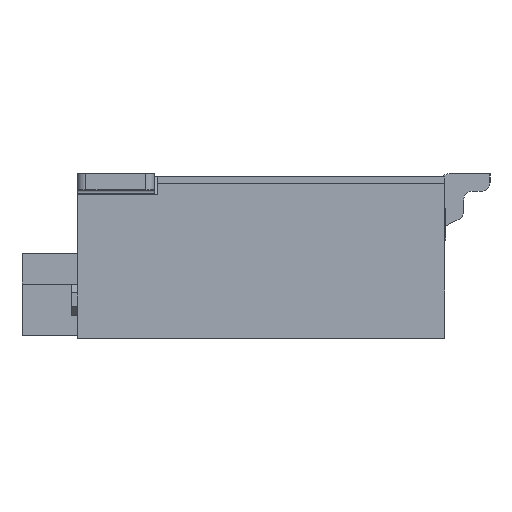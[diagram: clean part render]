
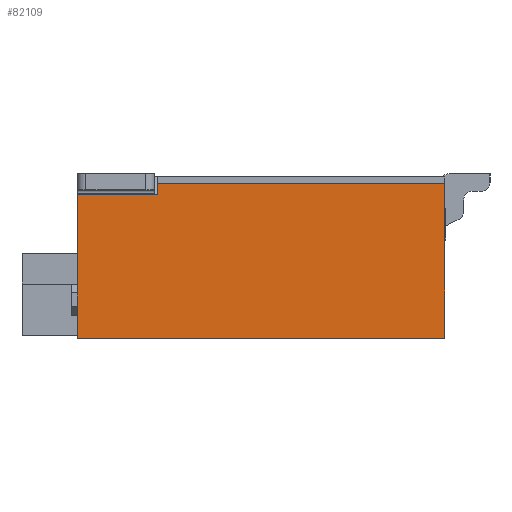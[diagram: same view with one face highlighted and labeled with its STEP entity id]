
A CAD part, left-side view. The second image highlights one B-rep face of the part: STEP entity #82109.
In plain terms, the highlighted planar face has unit normal (-1, 0, 0).
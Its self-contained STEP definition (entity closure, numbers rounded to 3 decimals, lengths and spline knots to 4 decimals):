
#1=DIRECTION('',(0.,-1.,0.));
#2=VECTOR('',#1,4.45);
#3=CARTESIAN_POINT('',(-16.225,1.6,1.145));
#4=LINE('',#3,#2);
#13=DIRECTION('',(0.,0.,-1.));
#14=VECTOR('',#13,0.17);
#15=CARTESIAN_POINT('',(-16.225,1.6,1.145));
#16=LINE('',#15,#14);
#193=DIRECTION('',(0.,1.,0.));
#194=VECTOR('',#193,5.7);
#195=CARTESIAN_POINT('',(-16.225,-2.85,-1.255));
#196=LINE('',#195,#194);
#385=DIRECTION('',(0.,0.,-1.));
#386=VECTOR('',#385,2.4);
#387=CARTESIAN_POINT('',(-16.225,-2.85,1.145));
#388=LINE('',#387,#386);
#13093=DIRECTION('',(0.,-1.,0.));
#13094=VECTOR('',#13093,1.25);
#13095=CARTESIAN_POINT('',(-16.225,2.85,0.975));
#13096=LINE('',#13095,#13094);
#13119=DIRECTION('',(0.,0.,1.));
#13120=VECTOR('',#13119,2.23);
#13121=CARTESIAN_POINT('',(-16.225,2.85,-1.255));
#13122=LINE('',#13121,#13120);
#64487=CARTESIAN_POINT('',(-16.225,1.6,1.145));
#64488=CARTESIAN_POINT('',(-16.225,-2.85,1.145));
#64489=VERTEX_POINT('',#64487);
#64490=VERTEX_POINT('',#64488);
#64491=CARTESIAN_POINT('',(-16.225,1.6,0.975));
#64492=VERTEX_POINT('',#64491);
#64493=CARTESIAN_POINT('',(-16.225,2.85,0.975));
#64494=VERTEX_POINT('',#64493);
#64495=CARTESIAN_POINT('',(-16.225,2.85,-1.255));
#64496=VERTEX_POINT('',#64495);
#64497=CARTESIAN_POINT('',(-16.225,-2.85,-1.255));
#64498=VERTEX_POINT('',#64497);
#82090=CARTESIAN_POINT('',(-16.225,0.,-0.055));
#82091=DIRECTION('',(1.,0.,0.));
#82092=DIRECTION('',(0.,-1.,0.));
#82093=AXIS2_PLACEMENT_3D('',#82090,#82091,#82092);
#82094=PLANE('',#82093);
#82096=ORIENTED_EDGE('',*,*,#82095,.T.);
#82098=ORIENTED_EDGE('',*,*,#82097,.T.);
#82100=ORIENTED_EDGE('',*,*,#82099,.T.);
#82102=ORIENTED_EDGE('',*,*,#82101,.T.);
#82104=ORIENTED_EDGE('',*,*,#82103,.T.);
#82106=ORIENTED_EDGE('',*,*,#82105,.F.);
#82107=EDGE_LOOP('',(#82096,#82098,#82100,#82102,#82104,#82106));
#82108=FACE_OUTER_BOUND('',#82107,.F.);
#82109=ADVANCED_FACE('',(#82108),#82094,.F.);
#82095=EDGE_CURVE('',#64489,#64490,#4,.T.);
#82097=EDGE_CURVE('',#64490,#64498,#388,.T.);
#82099=EDGE_CURVE('',#64498,#64496,#196,.T.);
#82101=EDGE_CURVE('',#64496,#64494,#13122,.T.);
#82103=EDGE_CURVE('',#64494,#64492,#13096,.T.);
#82105=EDGE_CURVE('',#64489,#64492,#16,.T.);
